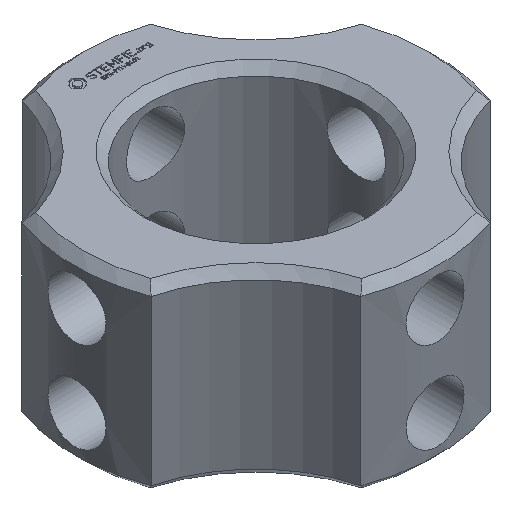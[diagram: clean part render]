
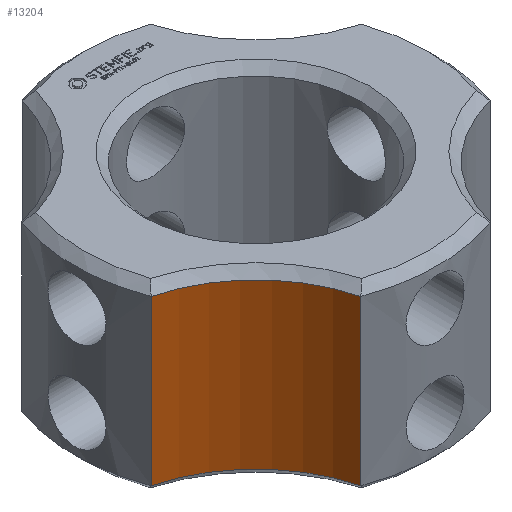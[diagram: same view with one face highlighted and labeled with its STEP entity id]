
A CAD part, isometric view. The second image highlights one B-rep face of the part: STEP entity #13204.
In plain terms, the highlighted cylindrical face has radius 5 mm (diameter 10 mm), a partial arc.
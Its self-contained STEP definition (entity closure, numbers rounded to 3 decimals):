
#611 = CYLINDRICAL_SURFACE('',#612,6.25);
#612 = AXIS2_PLACEMENT_3D('',#613,#614,#615);
#613 = CARTESIAN_POINT('',(0.,0.,0.));
#614 = DIRECTION('',(-0.,-0.,-1.));
#615 = DIRECTION('',(1.,0.,0.));
#1516 = EDGE_CURVE('',#1517,#1519,#1521,.T.);
#1517 = VERTEX_POINT('',#1518);
#1518 = CARTESIAN_POINT('',(-2.225,-5.841,0.3));
#1519 = VERTEX_POINT('',#1520);
#1520 = CARTESIAN_POINT('',(-2.225,-5.841,5.95));
#1521 = SURFACE_CURVE('',#1522,(#1526,#1533),.PCURVE_S1.);
#1522 = LINE('',#1523,#1524);
#1523 = CARTESIAN_POINT('',(-2.225,-5.841,0.));
#1524 = VECTOR('',#1525,1.);
#1525 = DIRECTION('',(0.,0.,1.));
#1526 = PCURVE('',#611,#1527);
#1527 = DEFINITIONAL_REPRESENTATION('',(#1528),#1532);
#1528 = LINE('',#1529,#1530);
#1529 = CARTESIAN_POINT('',(-4.348,0.));
#1530 = VECTOR('',#1531,1.);
#1531 = DIRECTION('',(-0.,-1.));
#1532 = ( GEOMETRIC_REPRESENTATION_CONTEXT(2) 
PARAMETRIC_REPRESENTATION_CONTEXT() REPRESENTATION_CONTEXT('2D SPACE',''
  ) );
#1533 = PCURVE('',#1534,#1539);
#1534 = CYLINDRICAL_SURFACE('',#1535,5.);
#1535 = AXIS2_PLACEMENT_3D('',#1536,#1537,#1538);
#1536 = CARTESIAN_POINT('',(-7.071,-7.071,0.));
#1537 = DIRECTION('',(-0.,-0.,-1.));
#1538 = DIRECTION('',(1.,0.,0.));
#1539 = DEFINITIONAL_REPRESENTATION('',(#1540),#1544);
#1540 = LINE('',#1541,#1542);
#1541 = CARTESIAN_POINT('',(-0.249,0.));
#1542 = VECTOR('',#1543,1.);
#1543 = DIRECTION('',(-0.,-1.));
#1544 = ( GEOMETRIC_REPRESENTATION_CONTEXT(2) 
PARAMETRIC_REPRESENTATION_CONTEXT() REPRESENTATION_CONTEXT('2D SPACE',''
  ) );
#1966 = CONICAL_SURFACE('',#1967,5.,0.785);
#1967 = AXIS2_PLACEMENT_3D('',#1968,#1969,#1970);
#1968 = CARTESIAN_POINT('',(-7.071,-7.071,0.3));
#1969 = DIRECTION('',(-0.,-0.,-1.));
#1970 = DIRECTION('',(0.969,0.246,0.));
#2198 = CONICAL_SURFACE('',#2199,5.,0.785);
#2199 = AXIS2_PLACEMENT_3D('',#2200,#2201,#2202);
#2200 = CARTESIAN_POINT('',(-7.071,-7.071,5.95));
#2201 = DIRECTION('',(0.,0.,1.));
#2202 = DIRECTION('',(0.969,0.246,0.));
#13204 = ADVANCED_FACE('',(#13205),#1534,.F.);
#13205 = FACE_BOUND('',#13206,.T.);
#13206 = EDGE_LOOP('',(#13207,#13208,#13232,#13260));
#13207 = ORIENTED_EDGE('',*,*,#1516,.T.);
#13208 = ORIENTED_EDGE('',*,*,#13209,.T.);
#13209 = EDGE_CURVE('',#1519,#13210,#13212,.T.);
#13210 = VERTEX_POINT('',#13211);
#13211 = CARTESIAN_POINT('',(-5.841,-2.225,5.95));
#13212 = SURFACE_CURVE('',#13213,(#13218,#13225),.PCURVE_S1.);
#13213 = CIRCLE('',#13214,5.);
#13214 = AXIS2_PLACEMENT_3D('',#13215,#13216,#13217);
#13215 = CARTESIAN_POINT('',(-7.071,-7.071,5.95));
#13216 = DIRECTION('',(0.,-0.,1.));
#13217 = DIRECTION('',(0.969,0.246,0.));
#13218 = PCURVE('',#1534,#13219);
#13219 = DEFINITIONAL_REPRESENTATION('',(#13220),#13224);
#13220 = LINE('',#13221,#13222);
#13221 = CARTESIAN_POINT('',(-0.249,-5.95));
#13222 = VECTOR('',#13223,1.);
#13223 = DIRECTION('',(-1.,0.));
#13224 = ( GEOMETRIC_REPRESENTATION_CONTEXT(2) 
PARAMETRIC_REPRESENTATION_CONTEXT() REPRESENTATION_CONTEXT('2D SPACE',''
  ) );
#13225 = PCURVE('',#2198,#13226);
#13226 = DEFINITIONAL_REPRESENTATION('',(#13227),#13231);
#13227 = LINE('',#13228,#13229);
#13228 = CARTESIAN_POINT('',(0.,0.));
#13229 = VECTOR('',#13230,1.);
#13230 = DIRECTION('',(1.,0.));
#13231 = ( GEOMETRIC_REPRESENTATION_CONTEXT(2) 
PARAMETRIC_REPRESENTATION_CONTEXT() REPRESENTATION_CONTEXT('2D SPACE',''
  ) );
#13232 = ORIENTED_EDGE('',*,*,#13233,.F.);
#13233 = EDGE_CURVE('',#13234,#13210,#13236,.T.);
#13234 = VERTEX_POINT('',#13235);
#13235 = CARTESIAN_POINT('',(-5.841,-2.225,0.3));
#13236 = SURFACE_CURVE('',#13237,(#13241,#13248),.PCURVE_S1.);
#13237 = LINE('',#13238,#13239);
#13238 = CARTESIAN_POINT('',(-5.841,-2.225,0.));
#13239 = VECTOR('',#13240,1.);
#13240 = DIRECTION('',(0.,0.,1.));
#13241 = PCURVE('',#1534,#13242);
#13242 = DEFINITIONAL_REPRESENTATION('',(#13243),#13247);
#13243 = LINE('',#13244,#13245);
#13244 = CARTESIAN_POINT('',(-1.322,0.));
#13245 = VECTOR('',#13246,1.);
#13246 = DIRECTION('',(-0.,-1.));
#13247 = ( GEOMETRIC_REPRESENTATION_CONTEXT(2) 
PARAMETRIC_REPRESENTATION_CONTEXT() REPRESENTATION_CONTEXT('2D SPACE',''
  ) );
#13248 = PCURVE('',#13249,#13254);
#13249 = CYLINDRICAL_SURFACE('',#13250,6.25);
#13250 = AXIS2_PLACEMENT_3D('',#13251,#13252,#13253);
#13251 = CARTESIAN_POINT('',(0.,0.,0.));
#13252 = DIRECTION('',(-0.,-0.,-1.));
#13253 = DIRECTION('',(1.,0.,0.));
#13254 = DEFINITIONAL_REPRESENTATION('',(#13255),#13259);
#13255 = LINE('',#13256,#13257);
#13256 = CARTESIAN_POINT('',(-3.506,0.));
#13257 = VECTOR('',#13258,1.);
#13258 = DIRECTION('',(-0.,-1.));
#13259 = ( GEOMETRIC_REPRESENTATION_CONTEXT(2) 
PARAMETRIC_REPRESENTATION_CONTEXT() REPRESENTATION_CONTEXT('2D SPACE',''
  ) );
#13260 = ORIENTED_EDGE('',*,*,#13261,.F.);
#13261 = EDGE_CURVE('',#1517,#13234,#13262,.T.);
#13262 = SURFACE_CURVE('',#13263,(#13268,#13275),.PCURVE_S1.);
#13263 = CIRCLE('',#13264,5.);
#13264 = AXIS2_PLACEMENT_3D('',#13265,#13266,#13267);
#13265 = CARTESIAN_POINT('',(-7.071,-7.071,0.3));
#13266 = DIRECTION('',(0.,-0.,1.));
#13267 = DIRECTION('',(0.969,0.246,0.));
#13268 = PCURVE('',#1534,#13269);
#13269 = DEFINITIONAL_REPRESENTATION('',(#13270),#13274);
#13270 = LINE('',#13271,#13272);
#13271 = CARTESIAN_POINT('',(-0.249,-0.3));
#13272 = VECTOR('',#13273,1.);
#13273 = DIRECTION('',(-1.,0.));
#13274 = ( GEOMETRIC_REPRESENTATION_CONTEXT(2) 
PARAMETRIC_REPRESENTATION_CONTEXT() REPRESENTATION_CONTEXT('2D SPACE',''
  ) );
#13275 = PCURVE('',#1966,#13276);
#13276 = DEFINITIONAL_REPRESENTATION('',(#13277),#13281);
#13277 = LINE('',#13278,#13279);
#13278 = CARTESIAN_POINT('',(-0.,0.));
#13279 = VECTOR('',#13280,1.);
#13280 = DIRECTION('',(-1.,0.));
#13281 = ( GEOMETRIC_REPRESENTATION_CONTEXT(2) 
PARAMETRIC_REPRESENTATION_CONTEXT() REPRESENTATION_CONTEXT('2D SPACE',''
  ) );
